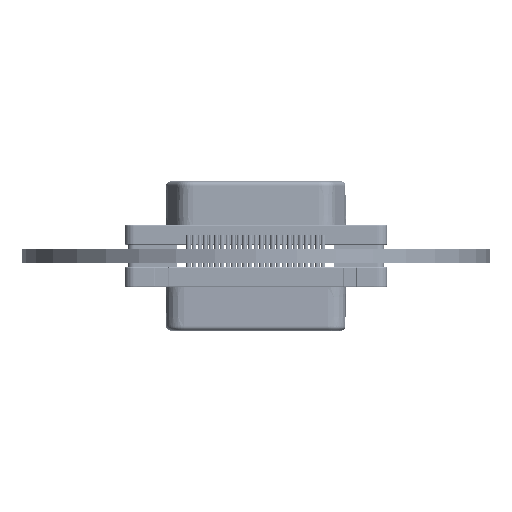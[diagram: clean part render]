
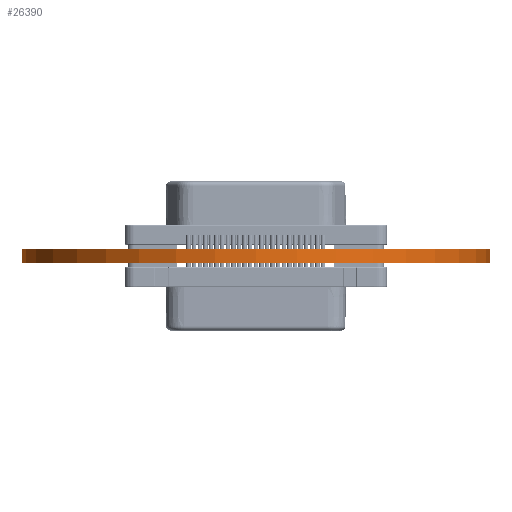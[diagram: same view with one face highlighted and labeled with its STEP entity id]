
A CAD part, front view. The second image highlights one B-rep face of the part: STEP entity #26390.
In plain terms, the highlighted cylindrical face has radius 26.5 mm (diameter 53 mm), a full revolution.
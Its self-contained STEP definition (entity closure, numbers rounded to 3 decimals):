
#26390 = ADVANCED_FACE('',(#26391),#26405,.T.);
#26391 = FACE_BOUND('',#26392,.F.);
#26392 = EDGE_LOOP('',(#26393,#26423,#26450,#26451));
#26393 = ORIENTED_EDGE('',*,*,#26394,.T.);
#26394 = EDGE_CURVE('',#26395,#26397,#26399,.T.);
#26395 = VERTEX_POINT('',#26396);
#26396 = CARTESIAN_POINT('',(26.5,0.,0.));
#26397 = VERTEX_POINT('',#26398);
#26398 = CARTESIAN_POINT('',(26.5,0.,1.6));
#26399 = SEAM_CURVE('',#26400,(#26404,#26416),.PCURVE_S1.);
#26400 = LINE('',#26401,#26402);
#26401 = CARTESIAN_POINT('',(26.5,0.,0.));
#26402 = VECTOR('',#26403,1.);
#26403 = DIRECTION('',(0.,0.,1.));
#26404 = PCURVE('',#26405,#26410);
#26405 = CYLINDRICAL_SURFACE('',#26406,26.5);
#26406 = AXIS2_PLACEMENT_3D('',#26407,#26408,#26409);
#26407 = CARTESIAN_POINT('',(0.,0.,0.));
#26408 = DIRECTION('',(0.,0.,-1.));
#26409 = DIRECTION('',(1.,0.,0.));
#26410 = DEFINITIONAL_REPRESENTATION('',(#26411),#26415);
#26411 = LINE('',#26412,#26413);
#26412 = CARTESIAN_POINT('',(0.,0.));
#26413 = VECTOR('',#26414,1.);
#26414 = DIRECTION('',(0.,-1.));
#26415 = ( GEOMETRIC_REPRESENTATION_CONTEXT(2) 
PARAMETRIC_REPRESENTATION_CONTEXT() REPRESENTATION_CONTEXT('2D SPACE',''
  ) );
#26416 = PCURVE('',#26405,#26417);
#26417 = DEFINITIONAL_REPRESENTATION('',(#26418),#26422);
#26418 = LINE('',#26419,#26420);
#26419 = CARTESIAN_POINT('',(-6.283,0.));
#26420 = VECTOR('',#26421,1.);
#26421 = DIRECTION('',(0.,-1.));
#26422 = ( GEOMETRIC_REPRESENTATION_CONTEXT(2) 
PARAMETRIC_REPRESENTATION_CONTEXT() REPRESENTATION_CONTEXT('2D SPACE',''
  ) );
#26423 = ORIENTED_EDGE('',*,*,#26424,.T.);
#26424 = EDGE_CURVE('',#26397,#26397,#26425,.T.);
#26425 = SURFACE_CURVE('',#26426,(#26431,#26438),.PCURVE_S1.);
#26426 = CIRCLE('',#26427,26.5);
#26427 = AXIS2_PLACEMENT_3D('',#26428,#26429,#26430);
#26428 = CARTESIAN_POINT('',(0.,0.,1.6));
#26429 = DIRECTION('',(0.,0.,1.));
#26430 = DIRECTION('',(1.,0.,0.));
#26431 = PCURVE('',#26405,#26432);
#26432 = DEFINITIONAL_REPRESENTATION('',(#26433),#26437);
#26433 = LINE('',#26434,#26435);
#26434 = CARTESIAN_POINT('',(0.,-1.6));
#26435 = VECTOR('',#26436,1.);
#26436 = DIRECTION('',(-1.,0.));
#26437 = ( GEOMETRIC_REPRESENTATION_CONTEXT(2) 
PARAMETRIC_REPRESENTATION_CONTEXT() REPRESENTATION_CONTEXT('2D SPACE',''
  ) );
#26438 = PCURVE('',#26439,#26444);
#26439 = PLANE('',#26440);
#26440 = AXIS2_PLACEMENT_3D('',#26441,#26442,#26443);
#26441 = CARTESIAN_POINT('',(0.,0.,
    1.6));
#26442 = DIRECTION('',(0.,0.,1.));
#26443 = DIRECTION('',(1.,0.,0.));
#26444 = DEFINITIONAL_REPRESENTATION('',(#26445),#26449);
#26445 = CIRCLE('',#26446,26.5);
#26446 = AXIS2_PLACEMENT_2D('',#26447,#26448);
#26447 = CARTESIAN_POINT('',(0.,0.));
#26448 = DIRECTION('',(1.,0.));
#26449 = ( GEOMETRIC_REPRESENTATION_CONTEXT(2) 
PARAMETRIC_REPRESENTATION_CONTEXT() REPRESENTATION_CONTEXT('2D SPACE',''
  ) );
#26450 = ORIENTED_EDGE('',*,*,#26394,.F.);
#26451 = ORIENTED_EDGE('',*,*,#26452,.F.);
#26452 = EDGE_CURVE('',#26395,#26395,#26453,.T.);
#26453 = SURFACE_CURVE('',#26454,(#26459,#26466),.PCURVE_S1.);
#26454 = CIRCLE('',#26455,26.5);
#26455 = AXIS2_PLACEMENT_3D('',#26456,#26457,#26458);
#26456 = CARTESIAN_POINT('',(0.,0.,0.));
#26457 = DIRECTION('',(0.,0.,1.));
#26458 = DIRECTION('',(1.,0.,0.));
#26459 = PCURVE('',#26405,#26460);
#26460 = DEFINITIONAL_REPRESENTATION('',(#26461),#26465);
#26461 = LINE('',#26462,#26463);
#26462 = CARTESIAN_POINT('',(0.,0.));
#26463 = VECTOR('',#26464,1.);
#26464 = DIRECTION('',(-1.,0.));
#26465 = ( GEOMETRIC_REPRESENTATION_CONTEXT(2) 
PARAMETRIC_REPRESENTATION_CONTEXT() REPRESENTATION_CONTEXT('2D SPACE',''
  ) );
#26466 = PCURVE('',#26467,#26472);
#26467 = PLANE('',#26468);
#26468 = AXIS2_PLACEMENT_3D('',#26469,#26470,#26471);
#26469 = CARTESIAN_POINT('',(0.,0.,
    0.));
#26470 = DIRECTION('',(0.,0.,1.));
#26471 = DIRECTION('',(1.,0.,0.));
#26472 = DEFINITIONAL_REPRESENTATION('',(#26473),#26477);
#26473 = CIRCLE('',#26474,26.5);
#26474 = AXIS2_PLACEMENT_2D('',#26475,#26476);
#26475 = CARTESIAN_POINT('',(0.,0.));
#26476 = DIRECTION('',(1.,0.));
#26477 = ( GEOMETRIC_REPRESENTATION_CONTEXT(2) 
PARAMETRIC_REPRESENTATION_CONTEXT() REPRESENTATION_CONTEXT('2D SPACE',''
  ) );
